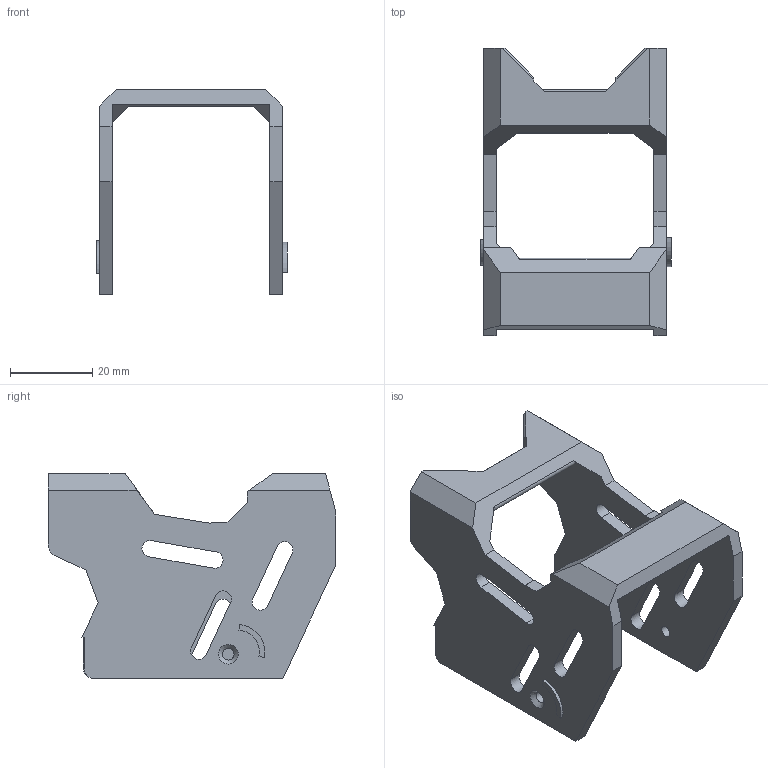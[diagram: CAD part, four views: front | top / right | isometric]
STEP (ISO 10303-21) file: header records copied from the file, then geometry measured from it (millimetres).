
FILE_DESCRIPTION(/* description */ (''),/* implementation_level */ '2;1');
FILE_NAME(/* name */ 'sn-21.stp',/* time_stamp */ '2025-11-14T07:44:52+08:00',/* author */ (''),/* organization */ (''),/* preprocessor_version */ 'ST-DEVELOPER v15.2',/* originating_system */ 'Autodesk Translator Framework v2.0.0.5431',/* authorisation */ '');
FILE_SCHEMA (('AUTOMOTIVE_DESIGN { 1 0 10303 214 3 1 1 }'));
Length unit declared in the file: centimetre
Products named in the file (1): (Unsaved)
Bounding box: 46.52 x 70 x 49.91 mm (x, y, z)
Volume: 19711.3 mm3; surface area: 14665.5 mm2
Topology: 1 solids, 1 shells, 111 faces, 318 edges, 211 vertices
Faces by surface type: plane 83, cylinder 25, cone 3
Full cylindrical faces by diameter (mm): 2.8 x3
Entity records: 3630 total; most frequent: CARTESIAN_POINT 635, ORIENTED_EDGE 624, DIRECTION 589, EDGE_CURVE 312, LINE 259, VECTOR 259, VERTEX_POINT 211, AXIS2_PLACEMENT_3D 165
